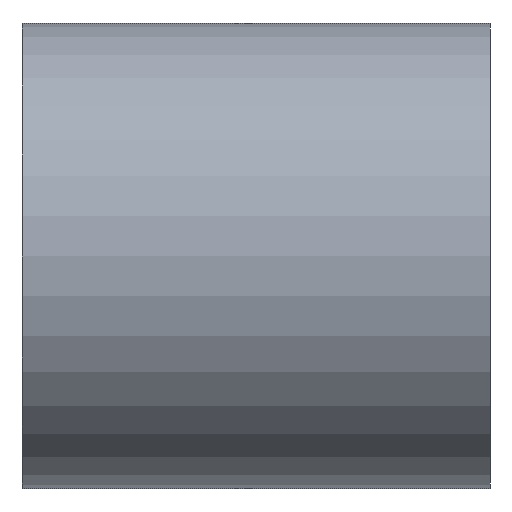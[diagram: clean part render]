
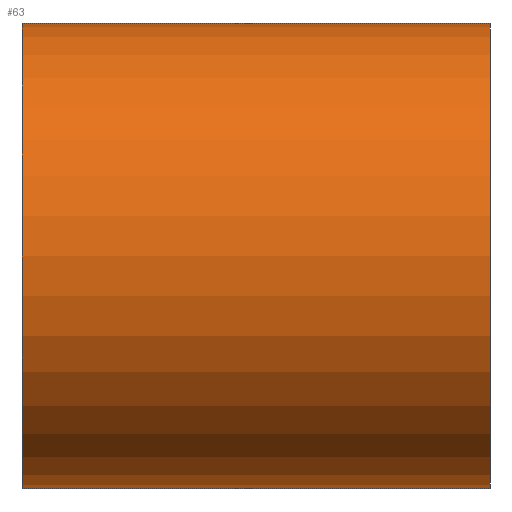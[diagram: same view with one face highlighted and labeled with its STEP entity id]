
A CAD part, front view. The second image highlights one B-rep face of the part: STEP entity #63.
In plain terms, the highlighted cylindrical face has radius 24.85 mm (diameter 49.7 mm), a full revolution.
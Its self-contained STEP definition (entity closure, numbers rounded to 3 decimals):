
#63 = ADVANCED_FACE( '', ( #152, #153 ), #154, .T. );
#152 = FACE_OUTER_BOUND( '', #267, .T. );
#153 = FACE_OUTER_BOUND( '', #268, .T. );
#154 = CYLINDRICAL_SURFACE( '', #269, 24.85 );
#267 = EDGE_LOOP( '', ( #386 ) );
#268 = EDGE_LOOP( '', ( #387 ) );
#269 = AXIS2_PLACEMENT_3D( '', #388, #389, #390 );
#386 = ORIENTED_EDGE( '', *, *, #716, .F. );
#387 = ORIENTED_EDGE( '', *, *, #717, .T. );
#388 = CARTESIAN_POINT( '', ( 50., 0., 0. ) );
#389 = DIRECTION( '', ( 1., 0., 0. ) );
#390 = DIRECTION( '', ( 0., 0., 1. ) );
#716 = EDGE_CURVE( '', #857, #857, #858, .T. );
#717 = EDGE_CURVE( '', #859, #859, #860, .T. );
#857 = VERTEX_POINT( '', #1062 );
#858 = CIRCLE( '', #1063, 24.85 );
#859 = VERTEX_POINT( '', #1064 );
#860 = CIRCLE( '', #1065, 24.85 );
#1062 = CARTESIAN_POINT( '', ( 50., 0., -24.85 ) );
#1063 = AXIS2_PLACEMENT_3D( '', #1312, #1313, #1314 );
#1064 = CARTESIAN_POINT( '', ( 0., 0., -24.85 ) );
#1065 = AXIS2_PLACEMENT_3D( '', #1315, #1316, #1317 );
#1312 = CARTESIAN_POINT( '', ( 50., 0., 0. ) );
#1313 = DIRECTION( '', ( 1., 0., 0. ) );
#1314 = DIRECTION( '', ( 0., 0., -1. ) );
#1315 = CARTESIAN_POINT( '', ( 0., 0., 0. ) );
#1316 = DIRECTION( '', ( 1., 0., 0. ) );
#1317 = DIRECTION( '', ( 0., 0., -1. ) );
